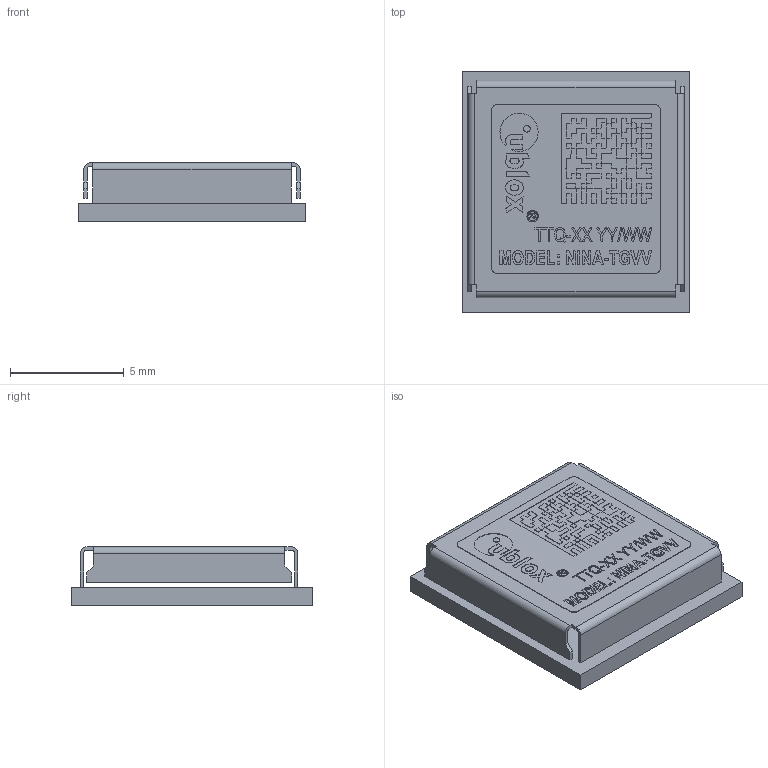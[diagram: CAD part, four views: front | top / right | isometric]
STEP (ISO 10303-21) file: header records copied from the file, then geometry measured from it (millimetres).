
FILE_DESCRIPTION(/* description */ (''),/* implementation_level */ '2;1');
FILE_NAME(/* name */ 'NINA-W101.step',/* time_stamp */ '2021-12-30T22:57:14+01:00',/* author */ (''),/* organization */ (''),/* preprocessor_version */ 'ST-DEVELOPER v18.1',/* originating_system */ 'Autodesk Translation Framework v10.10.0.1391',/* authorisation */ '');
FILE_SCHEMA (('AUTOMOTIVE_DESIGN { 1 0 10303 214 3 1 1 }'));
Length unit declared in the file: millimetre
Products named in the file (1): NINA-W101
Bounding box: 10 x 10.6 x 2.62 mm (x, y, z)
Volume: 107.1 mm3; surface area: 604.2 mm2
Topology: 50 solids, 50 shells, 1129 faces, 2883 edges, 1909 vertices
Faces by surface type: plane 705, bspline 416, cylinder 8
Entity records: 34751 total; most frequent: CARTESIAN_POINT 12033, ORIENTED_EDGE 5766, DIRECTION 3265, EDGE_CURVE 2883, VERTEX_POINT 1909, LINE 1801, VECTOR 1801, EDGE_LOOP 1192
